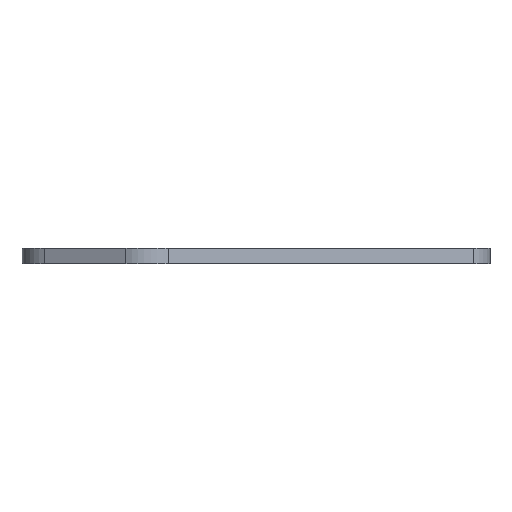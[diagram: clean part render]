
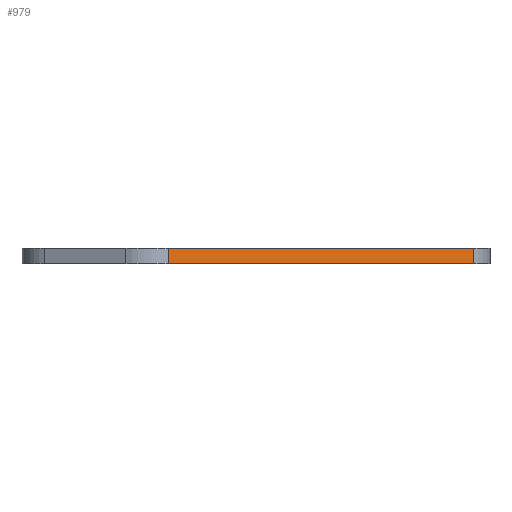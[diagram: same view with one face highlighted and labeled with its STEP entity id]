
A CAD part, left-side view. The second image highlights one B-rep face of the part: STEP entity #979.
In plain terms, the highlighted planar face has unit normal (-0.8, -0.6, 0).
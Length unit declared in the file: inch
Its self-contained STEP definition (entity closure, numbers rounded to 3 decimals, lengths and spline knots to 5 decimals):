
#171 = ORIENTED_EDGE ( 'NONE', *, *, #1166, .T. ) ;
#222 = FACE_OUTER_BOUND ( 'NONE', #992, .T. ) ;
#256 = CARTESIAN_POINT ( 'NONE',  ( 1.097, -2.296, -0.04921 ) ) ;
#265 = CARTESIAN_POINT ( 'NONE',  ( 1.097, -2.296, 0.04921 ) ) ;
#407 = LINE ( 'NONE', #845, #1413 ) ;
#434 = VERTEX_POINT ( 'NONE', #438 ) ;
#437 = LINE ( 'NONE', #881, #1110 ) ;
#438 = CARTESIAN_POINT ( 'NONE',  ( -0.32165, -0.40447, 0.04921 ) ) ;
#444 = DIRECTION ( 'NONE',  ( 0., 0., 1. ) ) ;
#487 = EDGE_CURVE ( 'NONE', #1046, #654, #776, .T. ) ;
#525 = LINE ( 'NONE', #547, #848 ) ;
#547 = CARTESIAN_POINT ( 'NONE',  ( -0.32165, -0.40447, -0.04921 ) ) ;
#550 = DIRECTION ( 'NONE',  ( -0.6, 0.8, 0. ) ) ;
#608 = ORIENTED_EDGE ( 'NONE', *, *, #968, .F. ) ;
#654 = VERTEX_POINT ( 'NONE', #265 ) ;
#657 = CARTESIAN_POINT ( 'NONE',  ( 1.247, -2.496, -0.04921 ) ) ;
#729 = DIRECTION ( 'NONE',  ( -0.6, 0.8, 0. ) ) ;
#752 = DIRECTION ( 'NONE',  ( 0., 0., -1. ) ) ;
#774 = PLANE ( 'NONE',  #1370 ) ;
#776 = LINE ( 'NONE', #882, #1060 ) ;
#845 = CARTESIAN_POINT ( 'NONE',  ( 1.247, -2.496, 0.04921 ) ) ;
#848 = VECTOR ( 'NONE', #752, 39.37008 ) ;
#881 = CARTESIAN_POINT ( 'NONE',  ( 1.247, -2.496, -0.04921 ) ) ;
#882 = CARTESIAN_POINT ( 'NONE',  ( 1.097, -2.296, -0.04921 ) ) ;
#949 = VERTEX_POINT ( 'NONE', #1199 ) ;
#968 = EDGE_CURVE ( 'NONE', #1046, #949, #437, .T. ) ;
#979 = ADVANCED_FACE ( 'NONE', ( #222 ), #774, .F. ) ;
#992 = EDGE_LOOP ( 'NONE', ( #171, #1262, #608, #1113 ) ) ;
#1046 = VERTEX_POINT ( 'NONE', #256 ) ;
#1060 = VECTOR ( 'NONE', #444, 39.37008 ) ;
#1106 = DIRECTION ( 'NONE',  ( 0.8, 0.6, 0. ) ) ;
#1110 = VECTOR ( 'NONE', #1326, 39.37008 ) ;
#1113 = ORIENTED_EDGE ( 'NONE', *, *, #487, .T. ) ;
#1166 = EDGE_CURVE ( 'NONE', #654, #434, #407, .T. ) ;
#1199 = CARTESIAN_POINT ( 'NONE',  ( -0.32165, -0.40447, -0.04921 ) ) ;
#1262 = ORIENTED_EDGE ( 'NONE', *, *, #1339, .T. ) ;
#1326 = DIRECTION ( 'NONE',  ( -0.6, 0.8, 0. ) ) ;
#1339 = EDGE_CURVE ( 'NONE', #434, #949, #525, .T. ) ;
#1370 = AXIS2_PLACEMENT_3D ( 'NONE', #657, #1106, #550 ) ;
#1413 = VECTOR ( 'NONE', #729, 39.37008 ) ;
